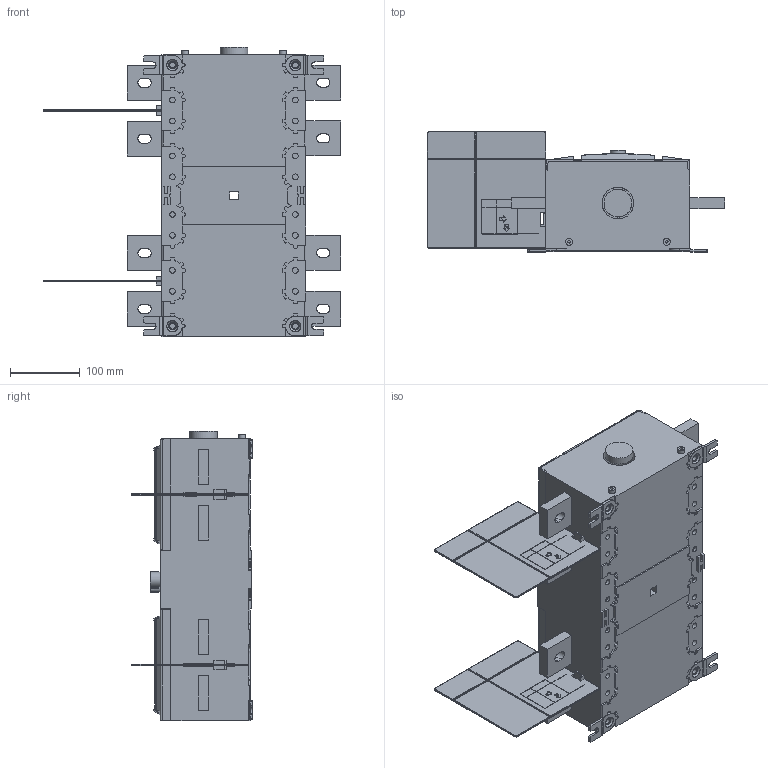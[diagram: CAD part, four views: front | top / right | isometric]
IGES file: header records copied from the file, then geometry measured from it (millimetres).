
Global section: file name: otdc1000-1250e22_palikka.igs; preprocessor: I-DEAS 3D IGES Translator 15; date: 20151106.101406; units: millimetre
Bounding box: 426 x 172.5 x 414.5 mm (x, y, z)
Volume: 39155.3 mm3; surface area: 689751.9 mm2
Topology: 3 solids, 3 shells, 1858 faces, 10798 edges, 11309 vertices
Faces by surface type: bspline 1858
